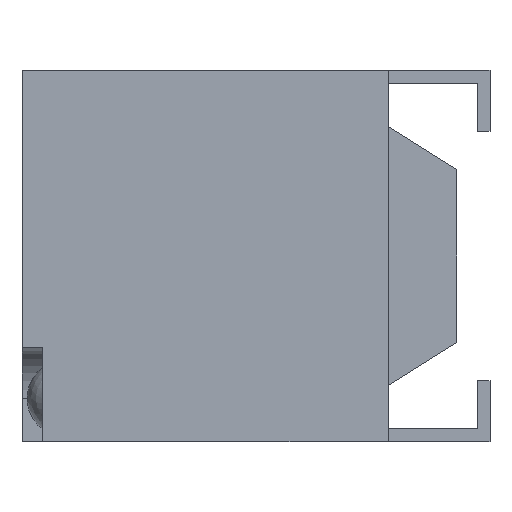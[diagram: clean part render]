
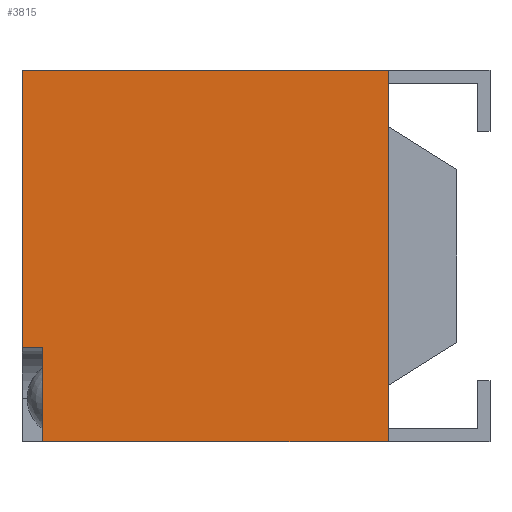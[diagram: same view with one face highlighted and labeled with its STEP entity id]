
A CAD part, left-side view. The second image highlights one B-rep face of the part: STEP entity #3815.
In plain terms, the highlighted planar face has unit normal (-1, 0, 0).
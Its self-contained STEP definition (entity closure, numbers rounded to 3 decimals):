
#38 = EDGE_CURVE ( 'NONE', #4063, #4502, #364, .T. ) ;
#185 = EDGE_LOOP ( 'NONE', ( #207, #458, #3792, #721, #4668, #4688 ) ) ;
#207 = ORIENTED_EDGE ( 'NONE', *, *, #349, .F. ) ;
#298 = CARTESIAN_POINT ( 'NONE',  ( -1.05, 8.8, -1.8 ) ) ;
#349 = EDGE_CURVE ( 'NONE', #4041, #4063, #1156, .T. ) ;
#364 = LINE ( 'NONE', #365, #366 ) ;
#365 = CARTESIAN_POINT ( 'NONE',  ( -1.05, 9.2, 3.65 ) ) ;
#366 = VECTOR ( 'NONE', #368, 1000. ) ;
#368 = DIRECTION ( 'NONE',  ( 0., -1., 0. ) ) ;
#458 = ORIENTED_EDGE ( 'NONE', *, *, #4701, .F. ) ;
#521 = CARTESIAN_POINT ( 'NONE',  ( -1.05, 9.2, -1.8 ) ) ;
#592 = CARTESIAN_POINT ( 'NONE',  ( -1.05, 9.2, 3.65 ) ) ;
#721 = ORIENTED_EDGE ( 'NONE', *, *, #3797, .T. ) ;
#1156 = LINE ( 'NONE', #1157, #1158 ) ;
#1157 = CARTESIAN_POINT ( 'NONE',  ( -1.05, 9.2, -3.65 ) ) ;
#1158 = VECTOR ( 'NONE', #1159, 1000. ) ;
#1159 = DIRECTION ( 'NONE',  ( 0., 0., 1. ) ) ;
#1664 = LINE ( 'NONE', #1665, #1666 ) ;
#1665 = CARTESIAN_POINT ( 'NONE',  ( -1.05, 8.8, -1.8 ) ) ;
#1666 = VECTOR ( 'NONE', #1667, 1000. ) ;
#1667 = DIRECTION ( 'NONE',  ( 0., 1., 0. ) ) ;
#2264 = LINE ( 'NONE', #2265, #2266 ) ;
#2265 = CARTESIAN_POINT ( 'NONE',  ( -1.05, 9.2, -3.65 ) ) ;
#2266 = VECTOR ( 'NONE', #2267, 1000. ) ;
#2267 = DIRECTION ( 'NONE',  ( 0., -1., 0. ) ) ;
#2303 = FACE_OUTER_BOUND ( 'NONE', #185, .T. ) ;
#2304 = PLANE ( 'NONE',  #2306 ) ;
#2306 = AXIS2_PLACEMENT_3D ( 'NONE', #2307, #2308, #2309 ) ;
#2307 = CARTESIAN_POINT ( 'NONE',  ( -1.05, 9.2, -3.65 ) ) ;
#2308 = DIRECTION ( 'NONE',  ( 1., 0., 0. ) ) ;
#2309 = DIRECTION ( 'NONE',  ( 0., 0., -1. ) ) ;
#2482 = EDGE_CURVE ( 'NONE', #2605, #4502, #2631, .T. ) ;
#2535 = VERTEX_POINT ( 'NONE', #2669 ) ;
#2605 = VERTEX_POINT ( 'NONE', #2692 ) ;
#2631 = LINE ( 'NONE', #2632, #2633 ) ;
#2632 = CARTESIAN_POINT ( 'NONE',  ( -1.05, 2., -3.65 ) ) ;
#2633 = VECTOR ( 'NONE', #2634, 1000. ) ;
#2634 = DIRECTION ( 'NONE',  ( 0., 0., 1. ) ) ;
#2641 = LINE ( 'NONE', #2642, #2643 ) ;
#2642 = CARTESIAN_POINT ( 'NONE',  ( -1.05, 8.8, -3.65 ) ) ;
#2643 = VECTOR ( 'NONE', #2644, 1000. ) ;
#2644 = DIRECTION ( 'NONE',  ( 0., 0., 1. ) ) ;
#2669 = CARTESIAN_POINT ( 'NONE',  ( -1.05, 8.8, -3.65 ) ) ;
#2692 = CARTESIAN_POINT ( 'NONE',  ( -1.05, 2., -3.65 ) ) ;
#2828 = CARTESIAN_POINT ( 'NONE',  ( -1.05, 2., 3.65 ) ) ;
#3792 = ORIENTED_EDGE ( 'NONE', *, *, #3930, .F. ) ;
#3797 = EDGE_CURVE ( 'NONE', #2535, #2605, #2264, .T. ) ;
#3815 = ADVANCED_FACE ( 'NONE', ( #2303 ), #2304, .F. ) ;
#3930 = EDGE_CURVE ( 'NONE', #2535, #3976, #2641, .T. ) ;
#3976 = VERTEX_POINT ( 'NONE', #298 ) ;
#4041 = VERTEX_POINT ( 'NONE', #521 ) ;
#4063 = VERTEX_POINT ( 'NONE', #592 ) ;
#4502 = VERTEX_POINT ( 'NONE', #2828 ) ;
#4668 = ORIENTED_EDGE ( 'NONE', *, *, #2482, .T. ) ;
#4688 = ORIENTED_EDGE ( 'NONE', *, *, #38, .F. ) ;
#4701 = EDGE_CURVE ( 'NONE', #3976, #4041, #1664, .T. ) ;
